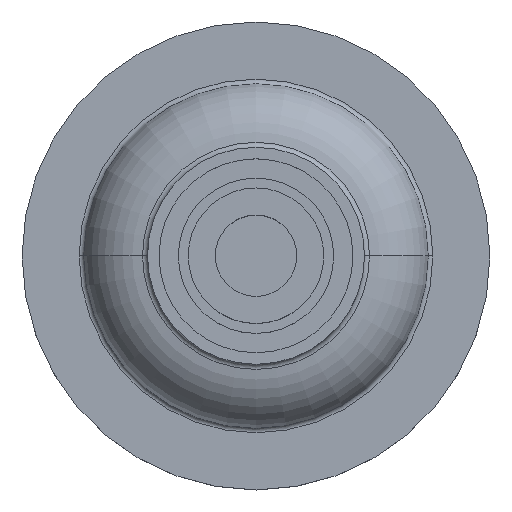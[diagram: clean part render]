
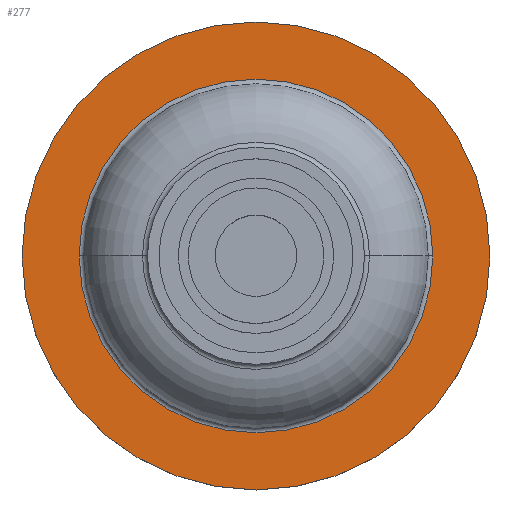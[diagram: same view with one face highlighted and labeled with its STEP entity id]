
A CAD part, top view. The second image highlights one B-rep face of the part: STEP entity #277.
In plain terms, the highlighted planar face has unit normal (0, 0, 1).
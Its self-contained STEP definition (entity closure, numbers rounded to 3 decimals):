
#87 = CARTESIAN_POINT ( 'NONE',  ( -26.076, 0., 8. ) ) ;
#97 = CARTESIAN_POINT ( 'NONE',  ( 26.076, 0., 8. ) ) ;
#98 = CARTESIAN_POINT ( 'NONE',  ( 34.5, 0., 8. ) ) ;
#99 = CARTESIAN_POINT ( 'NONE',  ( -34.5, 0., 8. ) ) ;
#171 = CIRCLE ( 'NONE', #1361, 34.5 ) ;
#177 = CIRCLE ( 'NONE', #1366, 34.5 ) ;
#182 = CIRCLE ( 'NONE', #1371, 26.076 ) ;
#277 = ADVANCED_FACE ( 'NONE', ( #808, #812 ), #577, .F. ) ;
#400 = ORIENTED_EDGE ( 'NONE', *, *, #1239, .F. ) ;
#401 = ORIENTED_EDGE ( 'NONE', *, *, #1208, .F. ) ;
#402 = ORIENTED_EDGE ( 'NONE', *, *, #1228, .T. ) ;
#403 = ORIENTED_EDGE ( 'NONE', *, *, #1234, .T. ) ;
#574 = CARTESIAN_POINT ( 'NONE',  ( -34.5, 0., 8. ) ) ;
#577 = PLANE ( 'NONE',  #1295 ) ;
#579 = DIRECTION ( 'NONE',  ( 0., 0., -1. ) ) ;
#580 = DIRECTION ( 'NONE',  ( -1., 0., 0. ) ) ;
#669 = VERTEX_POINT ( 'NONE', #87 ) ;
#679 = VERTEX_POINT ( 'NONE', #97 ) ;
#680 = VERTEX_POINT ( 'NONE', #98 ) ;
#681 = VERTEX_POINT ( 'NONE', #99 ) ;
#718 = EDGE_LOOP ( 'NONE', ( #402, #403 ) ) ;
#721 = EDGE_LOOP ( 'NONE', ( #400, #401 ) ) ;
#808 = FACE_BOUND ( 'NONE', #721, .T. ) ;
#812 = FACE_OUTER_BOUND ( 'NONE', #718, .T. ) ;
#914 = CIRCLE ( 'NONE', #1346, 26.076 ) ;
#966 = CARTESIAN_POINT ( 'NONE',  ( 0., 0., 8. ) ) ;
#967 = DIRECTION ( 'NONE',  ( 0., 0., 1. ) ) ;
#968 = DIRECTION ( 'NONE',  ( 1., 0., 0. ) ) ;
#1023 = CARTESIAN_POINT ( 'NONE',  ( 0., 0., 8. ) ) ;
#1024 = DIRECTION ( 'NONE',  ( 0., 0., 1. ) ) ;
#1025 = DIRECTION ( 'NONE',  ( 1., 0., 0. ) ) ;
#1038 = CARTESIAN_POINT ( 'NONE',  ( 0., 0., 8. ) ) ;
#1039 = DIRECTION ( 'NONE',  ( 0., 0., 1. ) ) ;
#1040 = DIRECTION ( 'NONE',  ( 1., 0., 0. ) ) ;
#1053 = CARTESIAN_POINT ( 'NONE',  ( 0., 0., 8. ) ) ;
#1054 = DIRECTION ( 'NONE',  ( 0., 0., 1. ) ) ;
#1055 = DIRECTION ( 'NONE',  ( 1., 0., 0. ) ) ;
#1208 = EDGE_CURVE ( 'NONE', #669, #679, #914, .T. ) ;
#1228 = EDGE_CURVE ( 'NONE', #680, #681, #171, .T. ) ;
#1234 = EDGE_CURVE ( 'NONE', #681, #680, #177, .T. ) ;
#1239 = EDGE_CURVE ( 'NONE', #679, #669, #182, .T. ) ;
#1295 = AXIS2_PLACEMENT_3D ( 'NONE', #574, #579, #580 ) ;
#1346 = AXIS2_PLACEMENT_3D ( 'NONE', #966, #967, #968 ) ;
#1361 = AXIS2_PLACEMENT_3D ( 'NONE', #1023, #1024, #1025 ) ;
#1366 = AXIS2_PLACEMENT_3D ( 'NONE', #1038, #1039, #1040 ) ;
#1371 = AXIS2_PLACEMENT_3D ( 'NONE', #1053, #1054, #1055 ) ;
